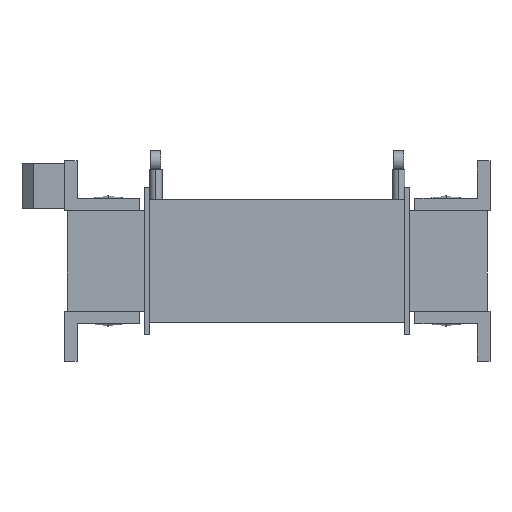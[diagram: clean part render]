
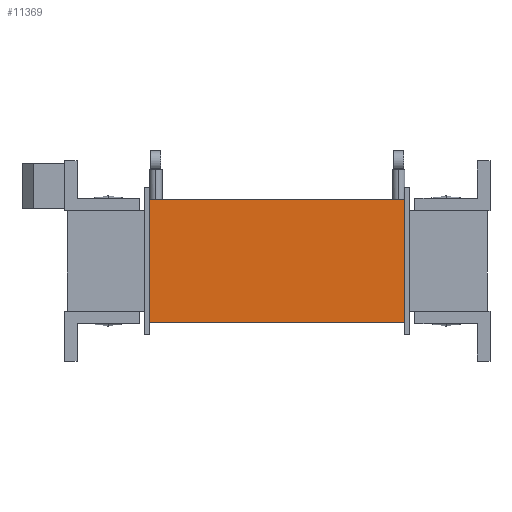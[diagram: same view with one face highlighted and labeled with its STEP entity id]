
A CAD part, left-side view. The second image highlights one B-rep face of the part: STEP entity #11369.
In plain terms, the highlighted planar face has unit normal (-1, 0, 0).
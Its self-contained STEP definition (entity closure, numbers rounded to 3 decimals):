
#604=DIRECTION('',(0.,0.,1.));
#605=VECTOR('',#604,49.);
#606=CARTESIAN_POINT('',(-84.5,136.,-24.5));
#607=LINE('',#606,#605);
#1352=DIRECTION('',(0.,1.,0.));
#1353=VECTOR('',#1352,102.);
#1354=CARTESIAN_POINT('',(-84.5,34.,24.5));
#1355=LINE('',#1354,#1353);
#1584=DIRECTION('',(0.,0.,1.));
#1585=VECTOR('',#1584,49.);
#1586=CARTESIAN_POINT('',(-84.5,34.,-24.5));
#1587=LINE('',#1586,#1585);
#4047=DIRECTION('',(0.,1.,0.));
#4048=VECTOR('',#4047,102.);
#4049=CARTESIAN_POINT('',(-84.5,34.,-24.5));
#4050=LINE('',#4049,#4048);
#7165=CARTESIAN_POINT('',(-84.5,34.,-24.5));
#7166=VERTEX_POINT('',#7165);
#7167=CARTESIAN_POINT('',(-84.5,34.,24.5));
#7168=VERTEX_POINT('',#7167);
#7189=CARTESIAN_POINT('',(-84.5,136.,-24.5));
#7190=VERTEX_POINT('',#7189);
#7191=CARTESIAN_POINT('',(-84.5,136.,24.5));
#7192=VERTEX_POINT('',#7191);
#11358=CARTESIAN_POINT('',(-84.5,34.,-24.5));
#11359=DIRECTION('',(-1.,0.,0.));
#11360=DIRECTION('',(0.,0.,1.));
#11361=AXIS2_PLACEMENT_3D('',#11358,#11359,#11360);
#11362=PLANE('',#11361);
#11363=ORIENTED_EDGE('',*,*,#8799,.F.);
#11364=ORIENTED_EDGE('',*,*,#11341,.T.);
#11365=ORIENTED_EDGE('',*,*,#7997,.T.);
#11366=ORIENTED_EDGE('',*,*,#8724,.F.);
#11367=EDGE_LOOP('',(#11363,#11364,#11365,#11366));
#11368=FACE_OUTER_BOUND('',#11367,.F.);
#11369=ADVANCED_FACE('',(#11368),#11362,.T.);
#7997=EDGE_CURVE('',#7190,#7192,#607,.T.);
#8724=EDGE_CURVE('',#7168,#7192,#1355,.T.);
#8799=EDGE_CURVE('',#7166,#7168,#1587,.T.);
#11341=EDGE_CURVE('',#7166,#7190,#4050,.T.);
